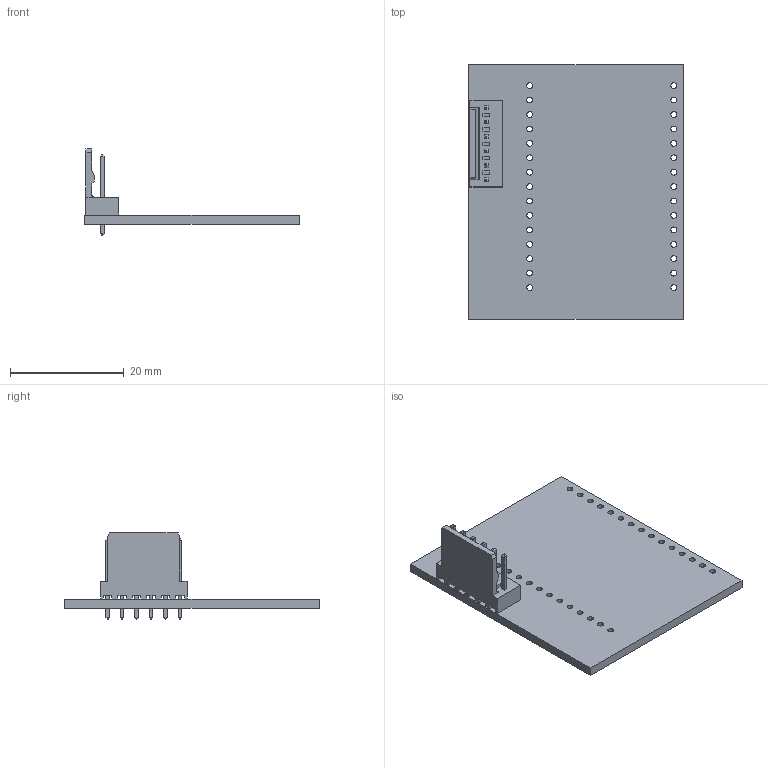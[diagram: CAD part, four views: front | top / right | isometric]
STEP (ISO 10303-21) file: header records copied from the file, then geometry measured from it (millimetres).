
FILE_DESCRIPTION(('KiCad electronic assembly'),'2;1');
FILE_NAME('PCB_Register.step','2024-11-17T19:32:32',('Pcbnew'),('Kicad') ,'Open CASCADE STEP processor 7.8','KiCad to STEP converter','Unknown' );
FILE_SCHEMA(('AUTOMOTIVE_DESIGN { 1 0 10303 214 1 1 1 1 }'));
Length unit declared in the file: millimetre
Products named in the file (4): PCB_Register 1; Molex_KK-254_AE-6410-06A_1x06_P2.54mm_Vertical; Molex_AE_6410_06A; _autosave-PCB_Register_PCB
Assembly tree (3 placements, depth 3):
  PCB_Register 1
    Molex_KK-254_AE-6410-06A_1x06_P2.54mm_Vertical
      Molex_AE_6410_06A
    _autosave-PCB_Register_PCB
Bounding box: 37.81 x 44.89 x 15.26 mm (x, y, z)
Volume: 3051.1 mm3; surface area: 4586.4 mm2
Topology: 2 solids, 2 shells, 211 faces, 537 edges, 342 vertices
Faces by surface type: plane 174, cylinder 37
Full cylindrical faces by diameter (mm): 1.02 x30, 1.19 x6
Entity records: 7662 total; most frequent: CARTESIAN_POINT 1094, ORIENTED_EDGE 1074, DIRECTION 1041, EDGE_CURVE 537, LINE 463, VECTOR 463, VERTEX_POINT 342, FACE_BOUND 305
